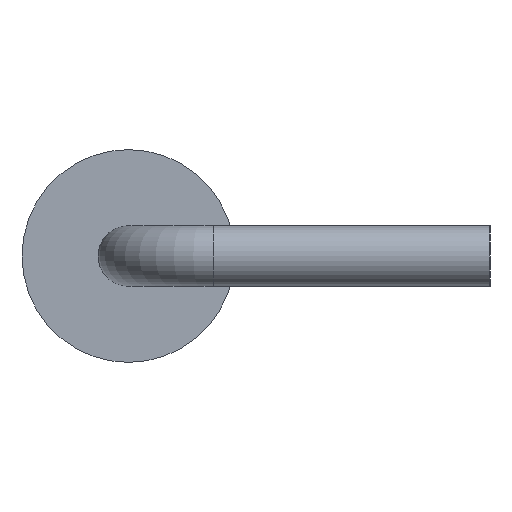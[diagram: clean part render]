
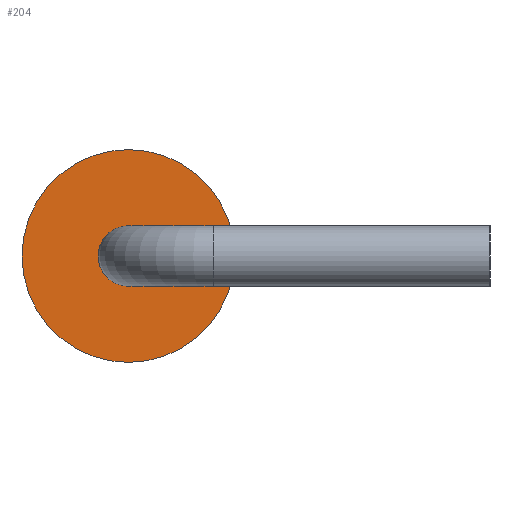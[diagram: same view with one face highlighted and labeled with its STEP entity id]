
A CAD part, left-side view. The second image highlights one B-rep face of the part: STEP entity #204.
In plain terms, the highlighted planar face has unit normal (-1, 0, 0).
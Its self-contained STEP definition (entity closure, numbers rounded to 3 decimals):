
#13=FACE_BOUND('',#55,.T.);
#25=PLANE('',#250);
#40=FACE_OUTER_BOUND('',#54,.T.);
#54=EDGE_LOOP('',(#175));
#55=EDGE_LOOP('',(#176));
#85=CIRCLE('',#245,0.355);
#87=CIRCLE('',#248,1.25);
#103=VERTEX_POINT('',#369);
#105=VERTEX_POINT('',#375);
#126=EDGE_CURVE('',#103,#103,#85,.T.);
#129=EDGE_CURVE('',#105,#105,#87,.T.);
#175=ORIENTED_EDGE('',*,*,#129,.T.);
#176=ORIENTED_EDGE('',*,*,#126,.T.);
#204=ADVANCED_FACE('',(#40,#13),#25,.T.);
#245=AXIS2_PLACEMENT_3D('',#370,#304,#305);
#248=AXIS2_PLACEMENT_3D('',#376,#311,#312);
#250=AXIS2_PLACEMENT_3D('',#380,#316,#317);
#304=DIRECTION('center_axis',(1.,0.,0.));
#305=DIRECTION('ref_axis',(0.,0.,-1.));
#311=DIRECTION('center_axis',(-1.,0.,0.));
#312=DIRECTION('ref_axis',(0.,0.,-1.));
#316=DIRECTION('center_axis',(-1.,0.,0.));
#317=DIRECTION('ref_axis',(0.,0.,1.));
#369=CARTESIAN_POINT('',(-2.5,2.25,0.355));
#370=CARTESIAN_POINT('Origin',(-2.5,2.25,0.));
#375=CARTESIAN_POINT('',(-2.5,2.25,1.25));
#376=CARTESIAN_POINT('Origin',(-2.5,2.25,0.));
#380=CARTESIAN_POINT('Origin',(-2.5,2.25,0.));
